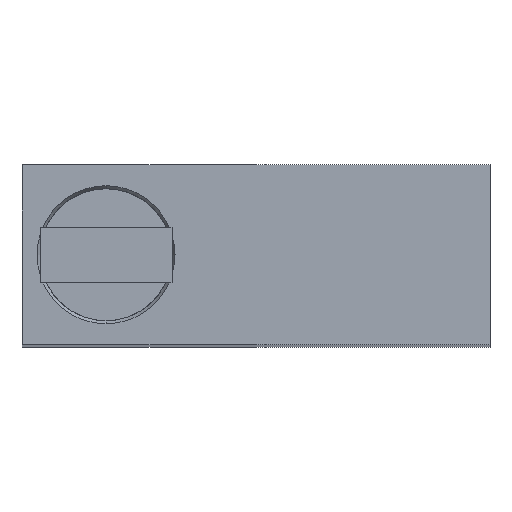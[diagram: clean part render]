
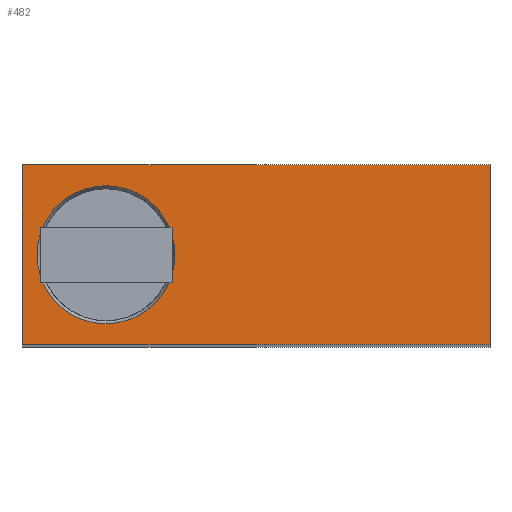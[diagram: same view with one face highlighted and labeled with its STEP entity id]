
A CAD part, top view. The second image highlights one B-rep face of the part: STEP entity #482.
In plain terms, the highlighted planar face has unit normal (0, 0, 1).
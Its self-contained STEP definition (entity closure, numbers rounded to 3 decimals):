
#280=EDGE_CURVE('',#588,#620,#777,.T.);
#312=VERTEX_POINT('',#811);
#366=VERTEX_POINT('',#870);
#382=EDGE_CURVE('',#312,#366,#887,.T.);
#396=EDGE_CURVE('',#550,#518,#903,.T.);
#412=EDGE_CURVE('',#672,#584,#923,.T.);
#414=EDGE_CURVE('',#434,#458,#925,.T.);
#420=EDGE_CURVE('',#440,#434,#932,.T.);
#434=VERTEX_POINT('',#947);
#438=EDGE_CURVE('',#452,#440,#951,.T.);
#440=VERTEX_POINT('',#953);
#444=EDGE_CURVE('',#458,#452,#957,.T.);
#452=VERTEX_POINT('',#965);
#458=VERTEX_POINT('',#971);
#464=EDGE_CURVE('',#610,#550,#979,.T.);
#468=EDGE_CURVE('',#518,#580,#983,.T.);
#476=EDGE_CURVE('',#626,#588,#992,.T.);
#482=ADVANCED_FACE('',(#998,#999),#1000,.T.);
#516=EDGE_CURVE('',#580,#312,#1036,.T.);
#518=VERTEX_POINT('',#1038);
#544=EDGE_CURVE('',#636,#644,#1068,.T.);
#550=VERTEX_POINT('',#1074);
#580=VERTEX_POINT('',#1109);
#582=EDGE_CURVE('',#620,#592,#1111,.T.);
#584=VERTEX_POINT('',#1113);
#588=VERTEX_POINT('',#1117);
#592=VERTEX_POINT('',#1122);
#602=EDGE_CURVE('',#584,#610,#1132,.T.);
#610=VERTEX_POINT('',#1141);
#620=VERTEX_POINT('',#1151);
#626=VERTEX_POINT('',#1157);
#636=VERTEX_POINT('',#1168);
#644=VERTEX_POINT('',#1176);
#650=EDGE_CURVE('',#592,#672,#1183,.T.);
#670=EDGE_CURVE('',#366,#636,#1203,.T.);
#672=VERTEX_POINT('',#1205);
#674=EDGE_CURVE('',#644,#626,#1207,.T.);
#777=LINE('',#1314,#1315);
#811=CARTESIAN_POINT('',(10.922,-3.6,240.0));
#870=CARTESIAN_POINT('',(0.,-11.5,240.0));
#887=CIRCLE('',#1469,11.5);
#903=CIRCLE('',#1489,11.5);
#923=CIRCLE('',#1511,11.5);
#925=LINE('',#1514,#1515);
#932=LINE('',#1525,#1526);
#947=CARTESIAN_POINT('',(-14.0,-15.,240.0));
#951=LINE('',#1552,#1553);
#953=CARTESIAN_POINT('',(-14.0,15.,240.0));
#957=LINE('',#1562,#1563);
#965=CARTESIAN_POINT('',(64.0,15.,240.0));
#971=CARTESIAN_POINT('',(64.0,-15.,240.0));
#979=LINE('',#1592,#1593);
#983=LINE('',#1600,#1601);
#992=CIRCLE('',#1611,11.5);
#998=FACE_OUTER_BOUND('',#1619,.T.);
#999=FACE_BOUND('',#1620,.T.);
#1000=PLANE('',#1621);
#1036=LINE('',#1677,#1678);
#1038=CARTESIAN_POINT('',(11.0,-3.354,240.0));
#1068=LINE('',#1721,#1722);
#1074=CARTESIAN_POINT('',(11.0,3.354,240.0));
#1109=CARTESIAN_POINT('',(11.0,-3.6,240.0));
#1111=LINE('',#1778,#1779);
#1113=CARTESIAN_POINT('',(10.922,3.6,240.0));
#1117=CARTESIAN_POINT('',(-11.0,3.354,240.0));
#1122=CARTESIAN_POINT('',(-10.922,3.6,240.0));
#1132=LINE('',#1811,#1812);
#1141=CARTESIAN_POINT('',(11.0,3.6,240.0));
#1151=CARTESIAN_POINT('',(-11.0,3.6,240.0));
#1157=CARTESIAN_POINT('',(-11.0,-3.354,240.0));
#1168=CARTESIAN_POINT('',(-10.922,-3.6,240.0));
#1176=CARTESIAN_POINT('',(-11.0,-3.6,240.0));
#1183=CIRCLE('',#1883,11.5);
#1203=CIRCLE('',#1918,11.5);
#1205=CARTESIAN_POINT('',(0.,11.5,240.0));
#1207=LINE('',#1923,#1924);
#1314=CARTESIAN_POINT('',(-11.0,0.,240.0));
#1315=VECTOR('',#2049,1.0);
#1469=AXIS2_PLACEMENT_3D('',#2179,#2180,#2181);
#1489=AXIS2_PLACEMENT_3D('',#2201,#2202,#2203);
#1511=AXIS2_PLACEMENT_3D('',#2261,#2262,#2263);
#1514=CARTESIAN_POINT('',(-14.0,-15.,240.0));
#1515=VECTOR('',#2264,1.0);
#1525=CARTESIAN_POINT('',(-14.0,15.,240.0));
#1526=VECTOR('',#2274,1.0);
#1552=CARTESIAN_POINT('',(64.0,15.,240.0));
#1553=VECTOR('',#2289,1.0);
#1562=CARTESIAN_POINT('',(64.0,-15.,240.0));
#1563=VECTOR('',#2291,1.0);
#1592=CARTESIAN_POINT('',(11.0,0.,240.0));
#1593=VECTOR('',#2311,1.0);
#1600=CARTESIAN_POINT('',(11.0,0.,240.0));
#1601=VECTOR('',#2313,1.0);
#1611=AXIS2_PLACEMENT_3D('',#2322,#2323,#2324);
#1619=EDGE_LOOP('',(#2327,#2328,#2329,#2330));
#1620=EDGE_LOOP('',(#2331,#2332,#2333,#2334,#2335,#2336,#2337,#2338,#2339,#2340,#2341,#2342,#2343,#2344));
#1621=AXIS2_PLACEMENT_3D('',#2345,#2346,#2347);
#1677=CARTESIAN_POINT('',(12.5,-3.6,240.0));
#1678=VECTOR('',#2388,1.0);
#1721=CARTESIAN_POINT('',(12.5,-3.6,240.0));
#1722=VECTOR('',#2430,1.0);
#1778=CARTESIAN_POINT('',(12.5,3.6,240.0));
#1779=VECTOR('',#2477,1.0);
#1811=CARTESIAN_POINT('',(12.5,3.6,240.0));
#1812=VECTOR('',#2491,1.0);
#1883=AXIS2_PLACEMENT_3D('',#2528,#2529,#2530);
#1918=AXIS2_PLACEMENT_3D('',#2538,#2539,#2540);
#1923=CARTESIAN_POINT('',(-11.0,0.,240.0));
#1924=VECTOR('',#2541,1.0);
#2049=DIRECTION('',(0.,1.0,0.0));
#2179=CARTESIAN_POINT('',(0.,0.,240.0));
#2180=DIRECTION('',(-0.0,0.0,-1.0));
#2181=DIRECTION('',(0.,-1.0,0.0));
#2201=CARTESIAN_POINT('',(0.,0.,240.0));
#2202=DIRECTION('',(-0.0,0.0,-1.0));
#2203=DIRECTION('',(0.,-1.0,0.0));
#2261=CARTESIAN_POINT('',(0.,0.,240.0));
#2262=DIRECTION('',(-0.0,0.0,-1.0));
#2263=DIRECTION('',(0.,-1.0,0.0));
#2264=DIRECTION('',(1.0,0.0,0.0));
#2274=DIRECTION('',(0.0,-1.0,0.0));
#2289=DIRECTION('',(-1.0,0.0,0.0));
#2291=DIRECTION('',(0.0,1.0,0.0));
#2311=DIRECTION('',(0.,-1.0,0.0));
#2313=DIRECTION('',(0.,-1.0,0.0));
#2322=CARTESIAN_POINT('',(0.,0.,240.0));
#2323=DIRECTION('',(-0.0,0.0,-1.0));
#2324=DIRECTION('',(0.,-1.0,0.0));
#2327=ORIENTED_EDGE('',*,*,#444,.T.);
#2328=ORIENTED_EDGE('',*,*,#438,.T.);
#2329=ORIENTED_EDGE('',*,*,#420,.T.);
#2330=ORIENTED_EDGE('',*,*,#414,.T.);
#2331=ORIENTED_EDGE('',*,*,#280,.T.);
#2332=ORIENTED_EDGE('',*,*,#582,.T.);
#2333=ORIENTED_EDGE('',*,*,#650,.T.);
#2334=ORIENTED_EDGE('',*,*,#412,.T.);
#2335=ORIENTED_EDGE('',*,*,#602,.T.);
#2336=ORIENTED_EDGE('',*,*,#464,.T.);
#2337=ORIENTED_EDGE('',*,*,#396,.T.);
#2338=ORIENTED_EDGE('',*,*,#468,.T.);
#2339=ORIENTED_EDGE('',*,*,#516,.T.);
#2340=ORIENTED_EDGE('',*,*,#382,.T.);
#2341=ORIENTED_EDGE('',*,*,#670,.T.);
#2342=ORIENTED_EDGE('',*,*,#544,.T.);
#2343=ORIENTED_EDGE('',*,*,#674,.T.);
#2344=ORIENTED_EDGE('',*,*,#476,.T.);
#2345=CARTESIAN_POINT('',(25.0,0.,240.0));
#2346=DIRECTION('',(0.0,0.0,1.0));
#2347=DIRECTION('',(1.0,0.0,0.0));
#2388=DIRECTION('',(-1.0,0.,0.0));
#2430=DIRECTION('',(-1.0,0.,0.0));
#2477=DIRECTION('',(1.0,0.,0.0));
#2491=DIRECTION('',(1.0,0.,0.0));
#2528=CARTESIAN_POINT('',(0.,0.,240.0));
#2529=DIRECTION('',(-0.0,0.0,-1.0));
#2530=DIRECTION('',(0.,-1.0,0.0));
#2538=CARTESIAN_POINT('',(0.,0.,240.0));
#2539=DIRECTION('',(-0.0,0.0,-1.0));
#2540=DIRECTION('',(0.,-1.0,0.0));
#2541=DIRECTION('',(0.,1.0,0.0));
